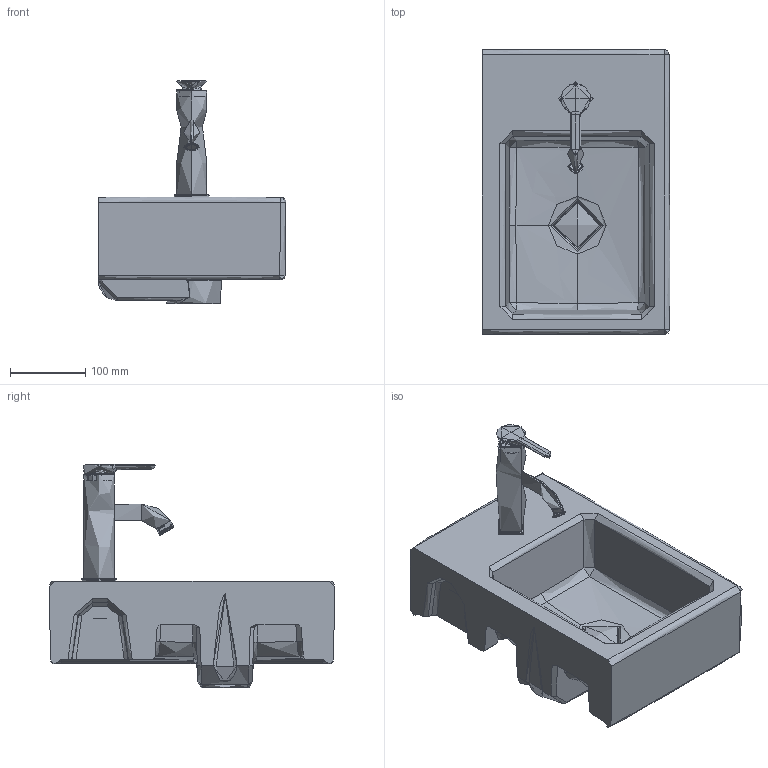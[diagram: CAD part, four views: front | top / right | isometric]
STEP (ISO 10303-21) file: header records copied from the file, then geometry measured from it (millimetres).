
FILE_DESCRIPTION(/* description */ (''),/* implementation_level */ '2;1');
FILE_NAME(/* name */ '072438',/* time_stamp */ '2018-03-29T12:50:19+02:00',/* author */ (''),/* organization */ (''),/* preprocessor_version */ 'ST-DEVELOPER v15',/* originating_system */ '',/* authorisation */ '');
FILE_SCHEMA (('AUTOMOTIVE_DESIGN'));
Length unit declared in the file: millimetre
Products named in the file (8): Document; 636748; 613658; 632641; 615729; A016999; 615737; 601869
Assembly tree (7 placements, depth 2):
  Document
    636748
    613658
    632641
    615729
    A016999
    615737
    601869
Bounding box: 249.62 x 379.86 x 297.45 mm (x, y, z)
Volume: 4486135.5 mm3; surface area: 523306.3 mm2
Topology: 9 solids, 66 shells, 783 faces, 2003 edges, 1258 vertices
Faces by surface type: bspline 624, plane 159
Entity records: 45375 total; most frequent: CARTESIAN_POINT 34088, ORIENTED_EDGE 3647, EDGE_CURVE 1964, VERTEX_POINT 1256, B_SPLINE_CURVE_WITH_KNOTS 951, EDGE_LOOP 826, ADVANCED_FACE 782, FACE_OUTER_BOUND 782
